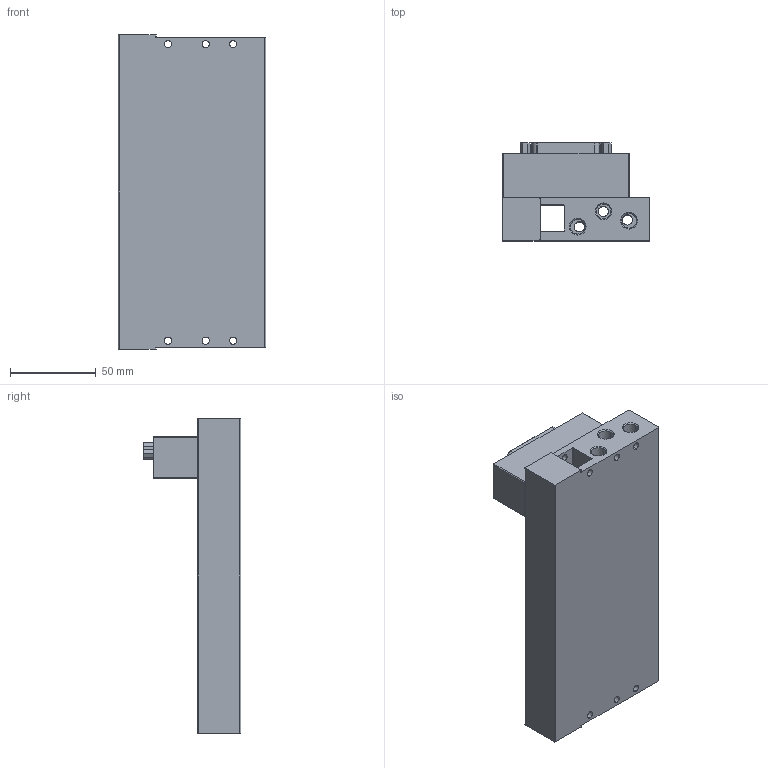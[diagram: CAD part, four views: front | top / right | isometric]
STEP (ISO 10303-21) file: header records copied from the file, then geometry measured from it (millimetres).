
FILE_DESCRIPTION (( 'STEP AP203' ), '1' );
FILE_NAME ('S1V-12F.STEP', '2022-08-02T06:54:10', ( '' ), ( '' ), 'SwSTEP 2.0', 'SolidWorks 2022', '' );
FILE_SCHEMA (( 'CONFIG_CONTROL_DESIGN' ));
Length unit declared in the file: millimetre
Products named in the file (1): S1V-12F
Bounding box: 86 x 56.9 x 183.5 mm (x, y, z)
Volume: 378938.7 mm3; surface area: 74109.3 mm2
Topology: 1 solids, 1 shells, 327 faces, 778 edges, 512 vertices
Faces by surface type: cylinder 160, plane 99, cone 68
Entity records: 9777 total; most frequent: DIRECTION 1874, CARTESIAN_POINT 1618, ORIENTED_EDGE 1556, EDGE_CURVE 778, AXIS2_PLACEMENT_3D 768, VERTEX_POINT 512, CIRCLE 440, EDGE_LOOP 410
